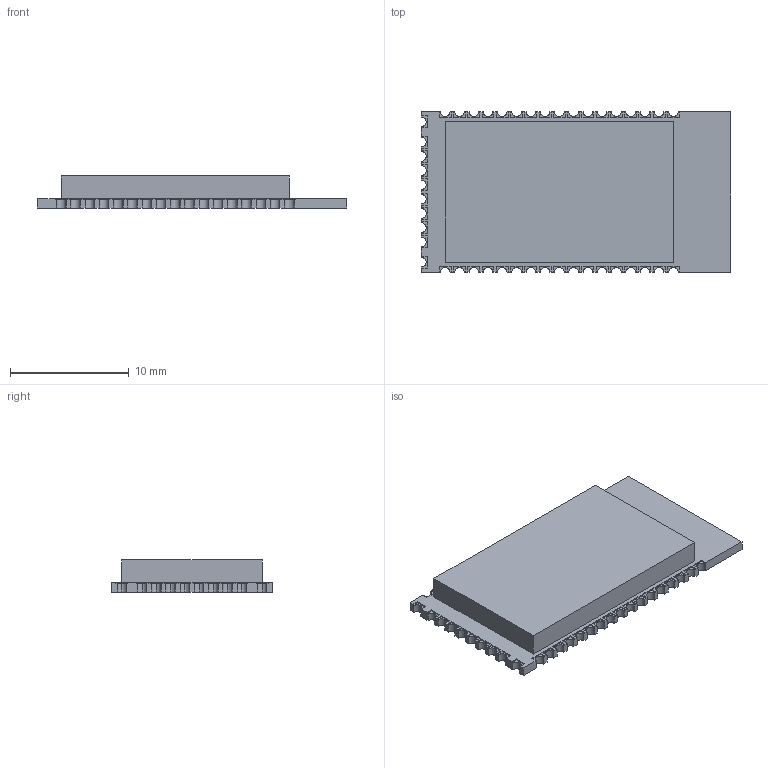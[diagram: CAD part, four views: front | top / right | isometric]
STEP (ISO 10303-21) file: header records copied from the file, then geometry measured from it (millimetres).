
FILE_DESCRIPTION (( 'STEP AP214' ), '1' );
FILE_NAME ('RN-52.STEP', '2015-04-09T18:12:43', ( '' ), ( '' ), 'SwSTEP 2.0', 'SolidWorks 2014', '' );
FILE_SCHEMA (( 'AUTOMOTIVE_DESIGN' ));
Length unit declared in the file: millimetre
Products named in the file (1): RN-52
Bounding box: 26 x 13.5 x 2.7 mm (x, y, z)
Volume: 701.3 mm3; surface area: 879.3 mm2
Topology: 1 solids, 1 shells, 285 faces, 846 edges, 564 vertices
Faces by surface type: plane 231, cylinder 54
Entity records: 12562 total; most frequent: CARTESIAN_POINT 1696, ORIENTED_EDGE 1692, DIRECTION 1526, EDGE_CURVE 846, VECTOR 738, LINE 738, VERTEX_POINT 564, AXIS2_PLACEMENT_3D 394
